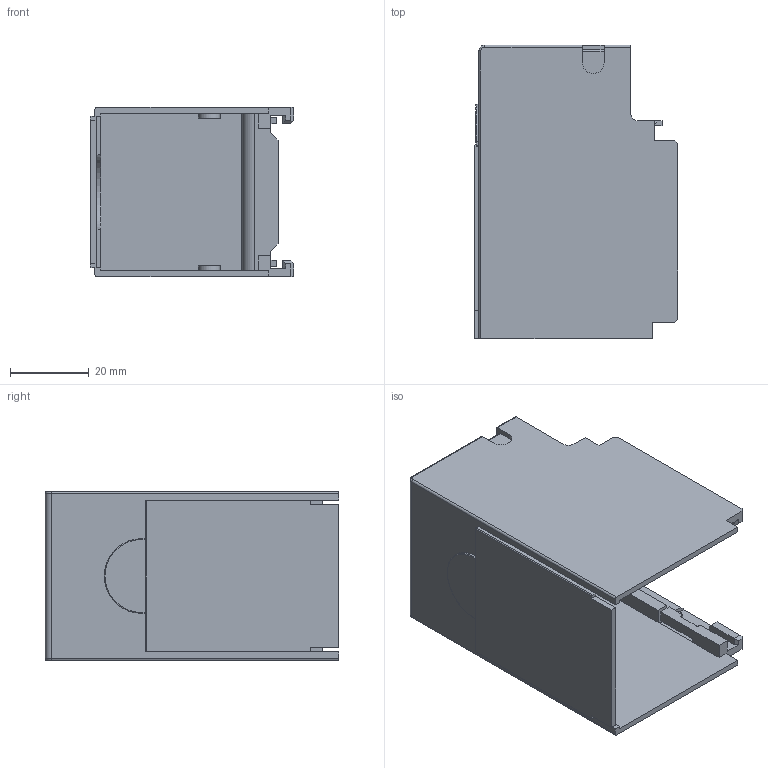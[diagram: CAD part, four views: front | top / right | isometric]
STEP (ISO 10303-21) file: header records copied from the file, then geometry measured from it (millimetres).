
FILE_DESCRIPTION((''),'2;1');
FILE_NAME('ASSSYT_SW0001','2022-08-10T15:13:07',('FIANLEH10'),(''),'CREO PARAMETRIC BY PTC INC, 2020184','CREO PARAMETRIC BY PTC INC, 2020184','');
FILE_SCHEMA(('AUTOMOTIVE_DESIGN { 1 0 10303 214 1 1 1 1 }'));
Length unit declared in the file: millimetre
Products named in the file (1): ASSSYT_SW0001
Bounding box: 51.8 x 74.7 x 43 mm (x, y, z)
Volume: 19512.3 mm3; surface area: 26882.1 mm2
Topology: 1 solids, 1 shells, 203 faces, 570 edges, 368 vertices
Faces by surface type: plane 162, cylinder 34, torus 3, sphere 2, cone 2
Entity records: 8489 total; most frequent: CARTESIAN_POINT 1174, ORIENTED_EDGE 1136, DIRECTION 1071, EDGE_CURVE 568, VECTOR 496, LINE 496, VERTEX_POINT 368, AXIS2_PLACEMENT_3D 286
